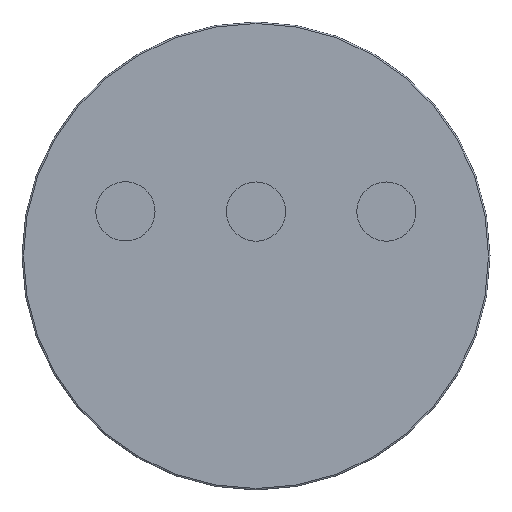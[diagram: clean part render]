
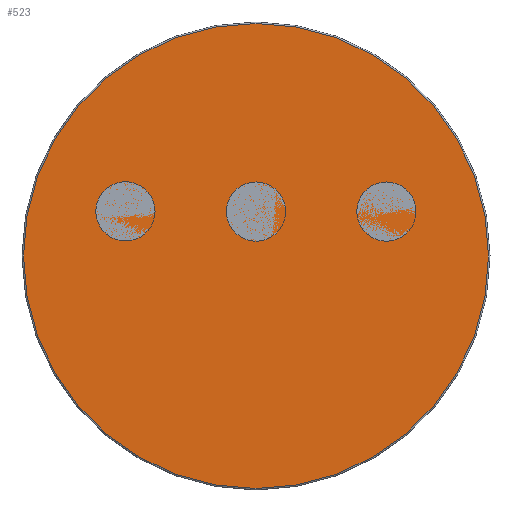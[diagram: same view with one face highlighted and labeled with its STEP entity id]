
A CAD part, left-side view. The second image highlights one B-rep face of the part: STEP entity #523.
In plain terms, the highlighted planar face has unit normal (-1, 0, 0).
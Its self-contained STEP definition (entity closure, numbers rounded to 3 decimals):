
#103=PLANE('',#713);
#179=ORIENTED_EDGE('',*,*,#223,.T.);
#223=EDGE_CURVE('',#263,#263,#302,.F.);
#263=VERTEX_POINT('',#1064);
#302=CIRCLE('',#714,78.482);
#378=EDGE_LOOP('',(#179));
#458=FACE_BOUND('',#378,.T.);
#523=ADVANCED_FACE('',(#458),#103,.F.);
#713=AXIS2_PLACEMENT_3D('',#1062,#902,#903);
#714=AXIS2_PLACEMENT_3D('',#1063,#904,#905);
#902=DIRECTION('',(1.,0.,0.));
#903=DIRECTION('',(0.,1.,0.));
#904=DIRECTION('',(1.,0.,0.));
#905=DIRECTION('',(0.,1.,0.));
#1062=CARTESIAN_POINT('',(74.75,0.,0.));
#1063=CARTESIAN_POINT('',(74.75,0.,0.));
#1064=CARTESIAN_POINT('',(74.75,78.482,0.));
